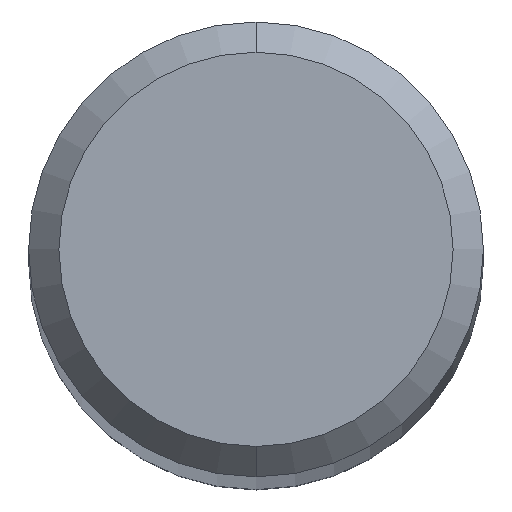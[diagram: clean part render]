
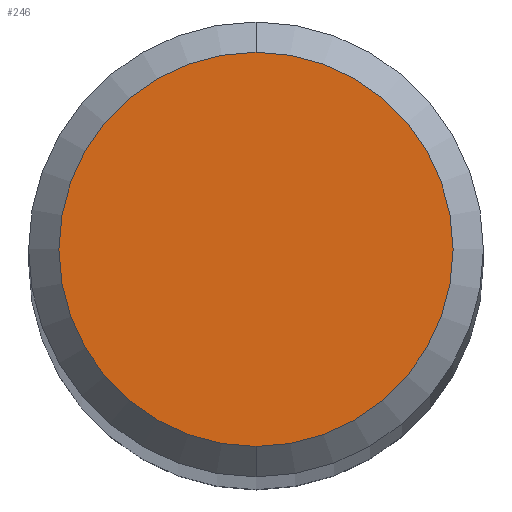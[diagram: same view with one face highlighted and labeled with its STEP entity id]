
A CAD part, top view. The second image highlights one B-rep face of the part: STEP entity #246.
In plain terms, the highlighted planar face has unit normal (0, 0, 1).
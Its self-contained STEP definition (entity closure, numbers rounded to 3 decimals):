
#246=ADVANCED_FACE('',(#522),#523,.T.);
#248=VERTEX_POINT('',#525);
#316=EDGE_CURVE('',#248,#390,#602,.T.);
#378=EDGE_CURVE('',#390,#248,#667,.T.);
#390=VERTEX_POINT('',#679);
#522=FACE_OUTER_BOUND('',#970,.T.);
#523=PLANE('',#971);
#525=CARTESIAN_POINT('',(0.0,2.6,0.0));
#602=CIRCLE('',#1127,2.6);
#667=CIRCLE('',#1238,2.6);
#679=CARTESIAN_POINT('',(0.,-2.6,0.0));
#970=EDGE_LOOP('',(#1388,#1389));
#971=AXIS2_PLACEMENT_3D('',#1390,#1391,#1392);
#1127=AXIS2_PLACEMENT_3D('',#1496,#1497,#1498);
#1238=AXIS2_PLACEMENT_3D('',#1552,#1553,#1554);
#1388=ORIENTED_EDGE('',*,*,#316,.F.);
#1389=ORIENTED_EDGE('',*,*,#378,.F.);
#1390=CARTESIAN_POINT('',(0.0,1.3,0.0));
#1391=DIRECTION('',(-0.0,0.0,1.0));
#1392=DIRECTION('',(0.0,-1.0,0.0));
#1496=CARTESIAN_POINT('',(0.0,0.0,0.0));
#1497=DIRECTION('',(0.0,0.0,-1.0));
#1498=DIRECTION('',(0.0,1.0,0.0));
#1552=CARTESIAN_POINT('',(0.0,0.0,0.0));
#1553=DIRECTION('',(0.0,0.0,-1.0));
#1554=DIRECTION('',(0.0,1.0,0.0));
